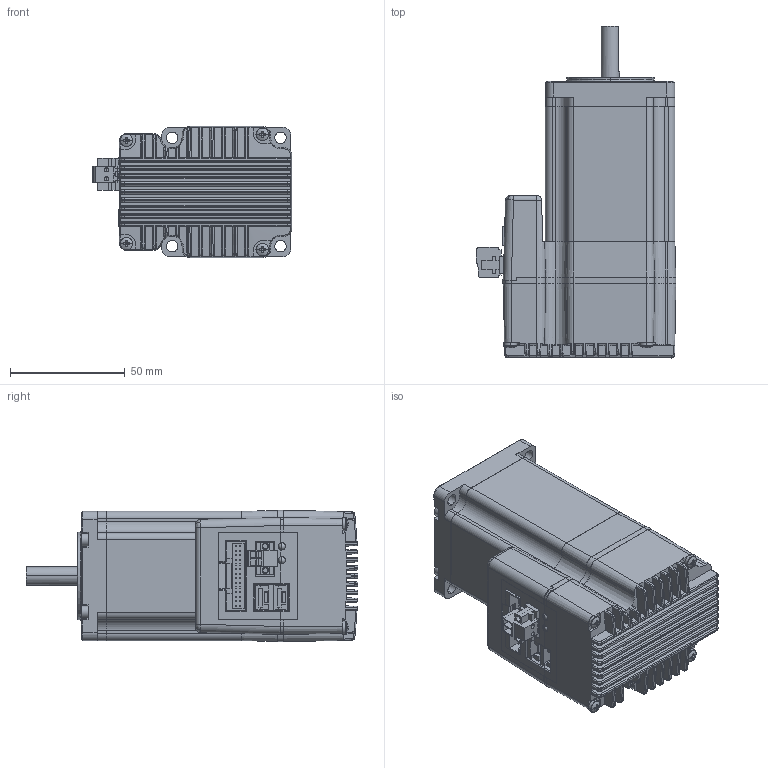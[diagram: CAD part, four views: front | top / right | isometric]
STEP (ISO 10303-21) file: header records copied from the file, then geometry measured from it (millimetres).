
FILE_DESCRIPTION((''),'2;1');
FILE_NAME('TSM23-4-G-3D-','2023-08-18T17:24:26',('MS05244'),(''),'CREO PARAMETRIC BY PTC INC, 2018100','CREO PARAMETRIC BY PTC INC, 2018100','');
FILE_SCHEMA(('CONFIG_CONTROL_DESIGN'));
Products named in the file (1): TSM23-4-G-3D-
Bounding box: 86.95 x 144.45 x 57.09 mm (x, y, z)
Volume: 1180.2 mm3; surface area: 59332.1 mm2
Topology: 1 solids, 31 shells, 1024 faces, 4230 edges, 3211 vertices
Faces by surface type: plane 485, cylinder 281, bspline 162, cone 63, torus 21, sphere 12
Entity records: 57471 total; most frequent: CARTESIAN_POINT 26194, ORIENTED_EDGE 6639, DIRECTION 5063, EDGE_CURVE 4218, VERTEX_POINT 3211, VECTOR 2159, LINE 2159, B_SPLINE_CURVE_WITH_KNOTS 1470
